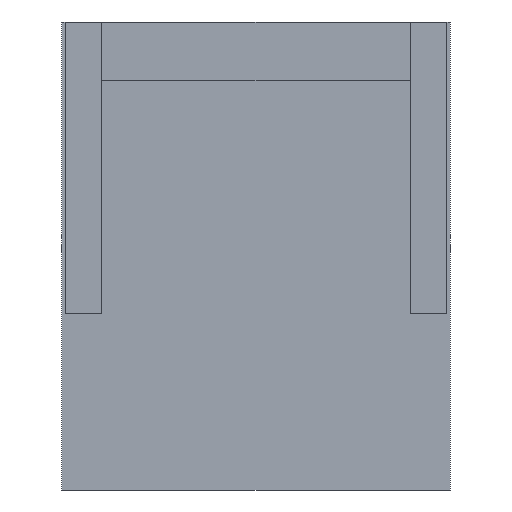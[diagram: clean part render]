
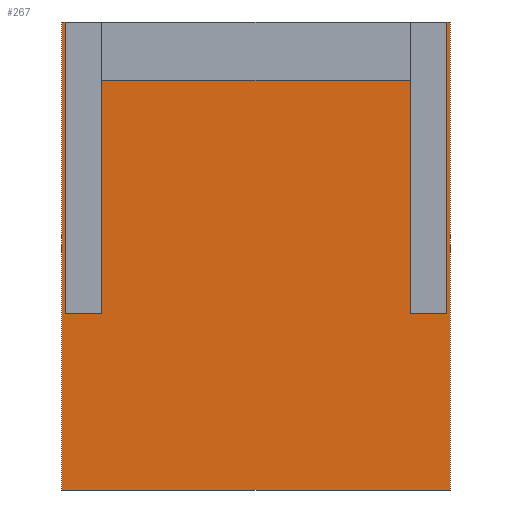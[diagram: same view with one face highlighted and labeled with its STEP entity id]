
A CAD part, front view. The second image highlights one B-rep face of the part: STEP entity #267.
In plain terms, the highlighted planar face has unit normal (0, -1, 0).
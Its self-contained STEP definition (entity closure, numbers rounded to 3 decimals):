
#267 = ADVANCED_FACE( '', ( #641 ), #642, .T. );
#641 = FACE_OUTER_BOUND( '', #1119, .T. );
#642 = PLANE( '', #1120 );
#1119 = EDGE_LOOP( '', ( #1862, #1863, #1864, #1865, #1866, #1867, #1868, #1869, #1870, #1871, #1872, #1873 ) );
#1120 = AXIS2_PLACEMENT_3D( '', #1874, #1875, #1876 );
#1862 = ORIENTED_EDGE( '', *, *, #3047, .T. );
#1863 = ORIENTED_EDGE( '', *, *, #3136, .F. );
#1864 = ORIENTED_EDGE( '', *, *, #3137, .F. );
#1865 = ORIENTED_EDGE( '', *, *, #3109, .F. );
#1866 = ORIENTED_EDGE( '', *, *, #3138, .T. );
#1867 = ORIENTED_EDGE( '', *, *, #3114, .F. );
#1868 = ORIENTED_EDGE( '', *, *, #3010, .F. );
#1869 = ORIENTED_EDGE( '', *, *, #2980, .T. );
#1870 = ORIENTED_EDGE( '', *, *, #3139, .T. );
#1871 = ORIENTED_EDGE( '', *, *, #2966, .F. );
#1872 = ORIENTED_EDGE( '', *, *, #3140, .F. );
#1873 = ORIENTED_EDGE( '', *, *, #3141, .F. );
#1874 = CARTESIAN_POINT( '', ( 5.34, -2.5, -6.425 ) );
#1875 = DIRECTION( '', ( 0., -1., 0. ) );
#1876 = DIRECTION( '', ( 0., 0., -1. ) );
#2966 = EDGE_CURVE( '', #3598, #3599, #3600, .T. );
#2980 = EDGE_CURVE( '', #3622, #3623, #3624, .T. );
#3010 = EDGE_CURVE( '', #3622, #3677, #3680, .T. );
#3047 = EDGE_CURVE( '', #3744, #3742, #3745, .T. );
#3109 = EDGE_CURVE( '', #3846, #3847, #3848, .T. );
#3114 = EDGE_CURVE( '', #3677, #3855, #3856, .T. );
#3136 = EDGE_CURVE( '', #3888, #3742, #3889, .T. );
#3137 = EDGE_CURVE( '', #3847, #3888, #3890, .T. );
#3138 = EDGE_CURVE( '', #3846, #3855, #3891, .T. );
#3139 = EDGE_CURVE( '', #3623, #3599, #3892, .T. );
#3140 = EDGE_CURVE( '', #3893, #3598, #3894, .T. );
#3141 = EDGE_CURVE( '', #3744, #3893, #3895, .T. );
#3598 = VERTEX_POINT( '', #4501 );
#3599 = VERTEX_POINT( '', #4502 );
#3600 = LINE( '', #4503, #4504 );
#3622 = VERTEX_POINT( '', #4536 );
#3623 = VERTEX_POINT( '', #4537 );
#3624 = LINE( '', #4538, #4539 );
#3677 = VERTEX_POINT( '', #4618 );
#3680 = LINE( '', #4623, #4624 );
#3742 = VERTEX_POINT( '', #4717 );
#3744 = VERTEX_POINT( '', #4720 );
#3745 = LINE( '', #4721, #4722 );
#3846 = VERTEX_POINT( '', #4872 );
#3847 = VERTEX_POINT( '', #4873 );
#3848 = LINE( '', #4874, #4875 );
#3855 = VERTEX_POINT( '', #4885 );
#3856 = LINE( '', #4886, #4887 );
#3888 = VERTEX_POINT( '', #4935 );
#3889 = LINE( '', #4936, #4937 );
#3890 = LINE( '', #4938, #4939 );
#3891 = LINE( '', #4940, #4941 );
#3892 = LINE( '', #4942, #4943 );
#3893 = VERTEX_POINT( '', #4944 );
#3894 = LINE( '', #4945, #4946 );
#3895 = LINE( '', #4947, #4948 );
#4501 = CARTESIAN_POINT( '', ( 5.24, -2.5, -1.575 ) );
#4502 = CARTESIAN_POINT( '', ( 5.24, -2.5, 6.425 ) );
#4503 = CARTESIAN_POINT( '', ( 5.24, -2.5, -1.575 ) );
#4504 = VECTOR( '', #5575, 1000. );
#4536 = CARTESIAN_POINT( '', ( 5.34, -2.5, -6.425 ) );
#4537 = CARTESIAN_POINT( '', ( 5.34, -2.5, 6.425 ) );
#4538 = CARTESIAN_POINT( '', ( 5.34, -2.5, -6.425 ) );
#4539 = VECTOR( '', #5586, 1000. );
#4618 = CARTESIAN_POINT( '', ( -5.34, -2.5, -6.425 ) );
#4623 = CARTESIAN_POINT( '', ( 5.34, -2.5, -6.425 ) );
#4624 = VECTOR( '', #5615, 1000. );
#4717 = CARTESIAN_POINT( '', ( -4.24, -2.5, 4.825 ) );
#4720 = CARTESIAN_POINT( '', ( 4.24, -2.5, 4.825 ) );
#4721 = CARTESIAN_POINT( '', ( 4.24, -2.5, 4.825 ) );
#4722 = VECTOR( '', #5648, 1000. );
#4872 = CARTESIAN_POINT( '', ( -5.24, -2.5, 6.425 ) );
#4873 = CARTESIAN_POINT( '', ( -5.24, -2.5, -1.575 ) );
#4874 = CARTESIAN_POINT( '', ( -5.24, -2.5, 6.425 ) );
#4875 = VECTOR( '', #5698, 1000. );
#4885 = CARTESIAN_POINT( '', ( -5.34, -2.5, 6.425 ) );
#4886 = CARTESIAN_POINT( '', ( -5.34, -2.5, -6.425 ) );
#4887 = VECTOR( '', #5702, 1000. );
#4935 = CARTESIAN_POINT( '', ( -4.24, -2.5, -1.575 ) );
#4936 = CARTESIAN_POINT( '', ( -4.24, -2.5, -1.575 ) );
#4937 = VECTOR( '', #5719, 1000. );
#4938 = CARTESIAN_POINT( '', ( -5.24, -2.5, -1.575 ) );
#4939 = VECTOR( '', #5720, 1000. );
#4940 = CARTESIAN_POINT( '', ( 5.34, -2.5, 6.425 ) );
#4941 = VECTOR( '', #5721, 1000. );
#4942 = CARTESIAN_POINT( '', ( 5.34, -2.5, 6.425 ) );
#4943 = VECTOR( '', #5722, 1000. );
#4944 = CARTESIAN_POINT( '', ( 4.24, -2.5, -1.575 ) );
#4945 = CARTESIAN_POINT( '', ( 4.24, -2.5, -1.575 ) );
#4946 = VECTOR( '', #5723, 1000. );
#4947 = CARTESIAN_POINT( '', ( 4.24, -2.5, 6.425 ) );
#4948 = VECTOR( '', #5724, 1000. );
#5575 = DIRECTION( '', ( 0., 0., 1. ) );
#5586 = DIRECTION( '', ( 0., 0., 1. ) );
#5615 = DIRECTION( '', ( -1., 0., 0. ) );
#5648 = DIRECTION( '', ( -1., 0., 0. ) );
#5698 = DIRECTION( '', ( 0., 0., -1. ) );
#5702 = DIRECTION( '', ( 0., 0., 1. ) );
#5719 = DIRECTION( '', ( 0., 0., 1. ) );
#5720 = DIRECTION( '', ( 1., 0., 0. ) );
#5721 = DIRECTION( '', ( -1., 0., 0. ) );
#5722 = DIRECTION( '', ( -1., 0., 0. ) );
#5723 = DIRECTION( '', ( 1., 0., 0. ) );
#5724 = DIRECTION( '', ( 0., 0., -1. ) );
